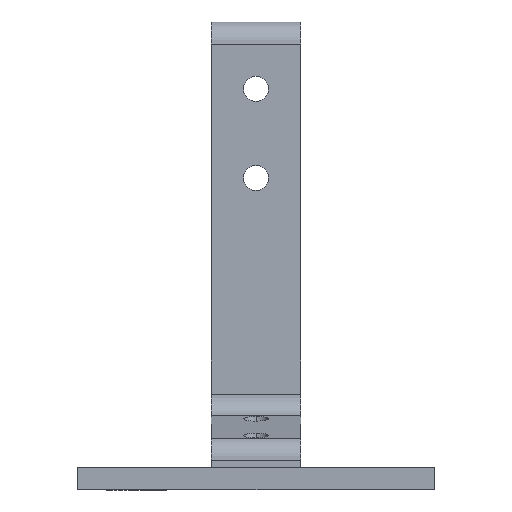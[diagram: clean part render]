
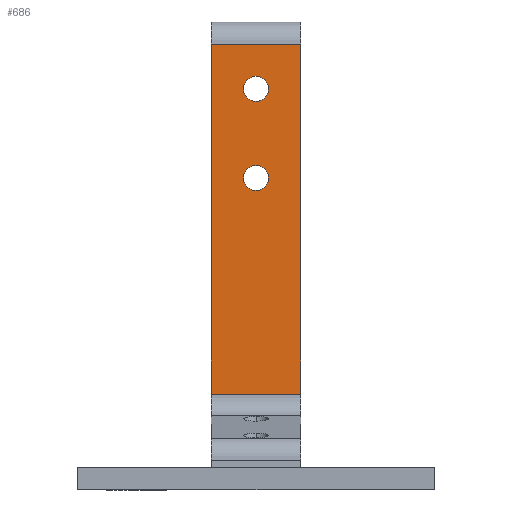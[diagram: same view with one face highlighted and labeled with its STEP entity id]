
A CAD part, left-side view. The second image highlights one B-rep face of the part: STEP entity #686.
In plain terms, the highlighted planar face has unit normal (-1, 0, 0).
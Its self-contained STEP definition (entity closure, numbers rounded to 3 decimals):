
#132=CARTESIAN_POINT('',(1.995,1.86,4.528));
#133=VERTEX_POINT('',#132);
#149=CARTESIAN_POINT('',(1.995,2.14,4.528));
#150=VERTEX_POINT('',#149);
#157=CARTESIAN_POINT('',(1.995,2.,4.528));
#158=DIRECTION('',(1.0,0.0,0.0));
#159=DIRECTION('',(0.0,-1.0,0.0));
#160=AXIS2_PLACEMENT_3D('',#157,#158,#159);
#161=CIRCLE('',#160,0.14);
#162=EDGE_CURVE('',#133,#150,#161,.T.);
#256=CARTESIAN_POINT('',(1.995,2.,3.388));
#257=VERTEX_POINT('',#256);
#266=CARTESIAN_POINT('',(1.995,2.,3.668));
#267=VERTEX_POINT('',#266);
#268=CARTESIAN_POINT('',(1.995,2.,3.528));
#269=DIRECTION('',(1.0,0.0,0.0));
#270=DIRECTION('',(0.0,0.0,-1.0));
#271=AXIS2_PLACEMENT_3D('',#268,#269,#270);
#272=CIRCLE('',#271,0.14);
#273=EDGE_CURVE('',#267,#257,#272,.T.);
#307=CARTESIAN_POINT('',(1.995,2.,3.528));
#308=DIRECTION('',(1.0,0.0,0.0));
#309=DIRECTION('',(0.0,0.0,-1.0));
#310=AXIS2_PLACEMENT_3D('',#307,#308,#309);
#311=CIRCLE('',#310,0.14);
#312=EDGE_CURVE('',#257,#267,#311,.T.);
#371=CARTESIAN_POINT('',(1.995,2.,4.528));
#372=DIRECTION('',(1.0,0.0,0.0));
#373=DIRECTION('',(0.0,-1.0,0.0));
#374=AXIS2_PLACEMENT_3D('',#371,#372,#373);
#375=CIRCLE('',#374,0.14);
#376=EDGE_CURVE('',#150,#133,#375,.T.);
#394=CARTESIAN_POINT('',(1.995,1.5,5.028));
#395=VERTEX_POINT('',#394);
#413=CARTESIAN_POINT('',(1.995,2.5,5.028));
#414=VERTEX_POINT('',#413);
#422=CARTESIAN_POINT('',(1.995,2.5,5.028));
#423=DIRECTION('',(0.0,-1.0,0.0));
#424=VECTOR('',#423,1.0);
#425=LINE('',#422,#424);
#426=EDGE_CURVE('',#414,#395,#425,.T.);
#517=CARTESIAN_POINT('',(1.995,1.5,1.104));
#518=VERTEX_POINT('',#517);
#526=CARTESIAN_POINT('',(1.995,2.5,1.104));
#527=VERTEX_POINT('',#526);
#528=CARTESIAN_POINT('',(1.995,2.5,1.104));
#529=DIRECTION('',(0.0,-1.0,0.0));
#530=VECTOR('',#529,1.0);
#531=LINE('',#528,#530);
#532=EDGE_CURVE('',#527,#518,#531,.T.);
#573=CARTESIAN_POINT('',(1.995,1.5,1.104));
#574=DIRECTION('',(0.0,0.0,1.0));
#575=VECTOR('',#574,3.924);
#576=LINE('',#573,#575);
#577=EDGE_CURVE('',#518,#395,#576,.T.);
#639=CARTESIAN_POINT('',(1.995,2.5,1.104));
#640=DIRECTION('',(0.0,0.0,1.0));
#641=VECTOR('',#640,3.924);
#642=LINE('',#639,#641);
#643=EDGE_CURVE('',#527,#414,#642,.T.);
#667=CARTESIAN_POINT('',(1.995,2.,3.028));
#668=DIRECTION('',(-1.0,0.0,0.0));
#669=DIRECTION('',(0.0,0.0,1.0));
#670=AXIS2_PLACEMENT_3D('',#667,#668,#669);
#671=PLANE('',#670);
#672=ORIENTED_EDGE('',*,*,#577,.T.);
#673=ORIENTED_EDGE('',*,*,#426,.F.);
#674=ORIENTED_EDGE('',*,*,#643,.F.);
#675=ORIENTED_EDGE('',*,*,#532,.T.);
#676=EDGE_LOOP('',(#672,#673,#674,#675));
#677=FACE_OUTER_BOUND('',#676,.T.);
#678=ORIENTED_EDGE('',*,*,#312,.T.);
#679=ORIENTED_EDGE('',*,*,#273,.T.);
#680=EDGE_LOOP('',(#678,#679));
#681=FACE_BOUND('',#680,.T.);
#682=ORIENTED_EDGE('',*,*,#162,.T.);
#683=ORIENTED_EDGE('',*,*,#376,.T.);
#684=EDGE_LOOP('',(#682,#683));
#685=FACE_BOUND('',#684,.T.);
#686=ADVANCED_FACE('',(#677,#681,#685),#671,.T.);
